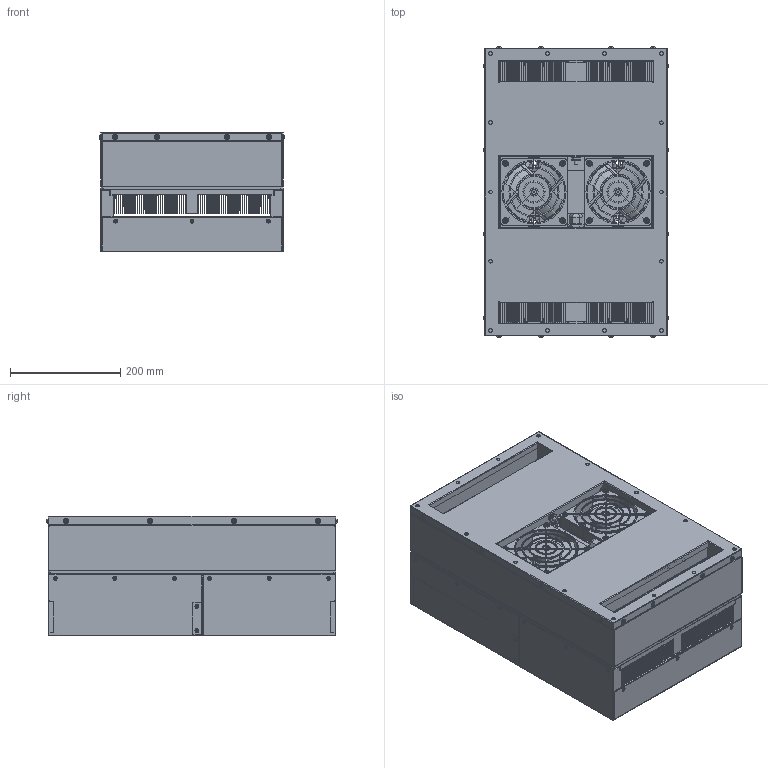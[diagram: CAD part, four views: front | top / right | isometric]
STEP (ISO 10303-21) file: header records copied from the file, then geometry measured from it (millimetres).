
FILE_DESCRIPTION (( 'STEP AP203' ), '1' );
FILE_NAME ('fhp-2200.STEP', '2016-05-11T15:47:19', ( '' ), ( '' ), 'SwSTEP 2.0', 'SolidWorks 2016', '' );
FILE_SCHEMA (( 'CONFIG_CONTROL_DESIGN' ));
Products named in the file (1): fhp-2200
Bounding box: 336.31 x 527.32 x 216.69 mm (x, y, z)
Surface area: 5295037.5 mm2 (no closed solid volume)
Topology: 0 solids, 214 shells, 1821 faces, 8598 edges, 6778 vertices
Faces by surface type: plane 979, cylinder 712, bspline 120, cone 10
Entity records: 102377 total; most frequent: CARTESIAN_POINT 37213, DIRECTION 12674, ORIENTED_EDGE 11657, EDGE_CURVE 8592, VERTEX_POINT 6776, LINE 4324, VECTOR 4324, AXIS2_PLACEMENT_3D 4175
